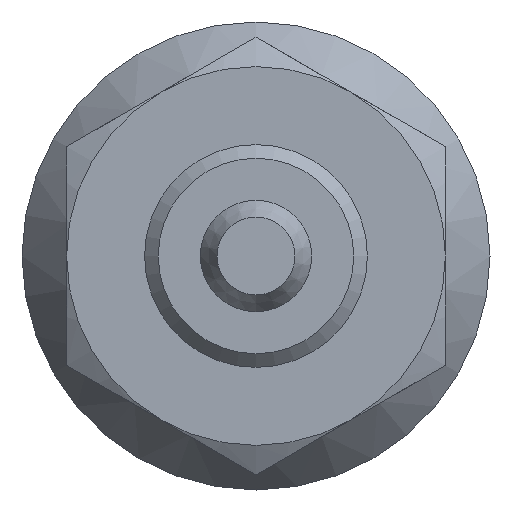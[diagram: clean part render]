
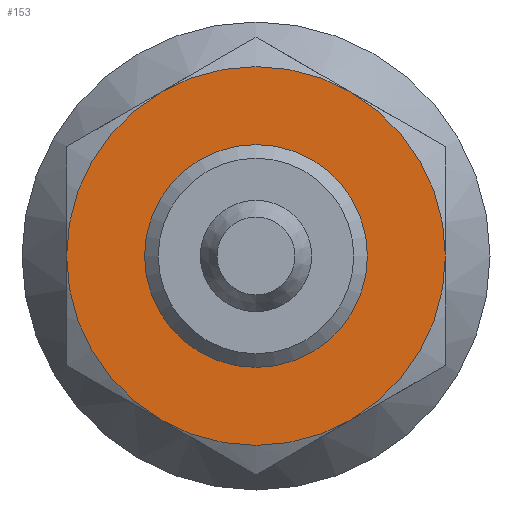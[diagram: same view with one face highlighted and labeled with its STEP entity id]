
A CAD part, front view. The second image highlights one B-rep face of the part: STEP entity #153.
In plain terms, the highlighted planar face has unit normal (0, -1, 0).
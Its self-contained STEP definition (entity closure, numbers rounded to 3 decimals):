
#153 = ADVANCED_FACE( '', ( #318, #319 ), #320, .F. );
#318 = FACE_BOUND( '', #477, .T. );
#319 = FACE_OUTER_BOUND( '', #478, .T. );
#320 = PLANE( '', #479 );
#477 = EDGE_LOOP( '', ( #814 ) );
#478 = EDGE_LOOP( '', ( #815, #816, #817, #818, #819, #820 ) );
#479 = AXIS2_PLACEMENT_3D( '', #821, #822, #823 );
#814 = ORIENTED_EDGE( '', *, *, #964, .T. );
#815 = ORIENTED_EDGE( '', *, *, #956, .T. );
#816 = ORIENTED_EDGE( '', *, *, #971, .T. );
#817 = ORIENTED_EDGE( '', *, *, #915, .T. );
#818 = ORIENTED_EDGE( '', *, *, #923, .T. );
#819 = ORIENTED_EDGE( '', *, *, #895, .T. );
#820 = ORIENTED_EDGE( '', *, *, #851, .T. );
#821 = CARTESIAN_POINT( '', ( 8.5, -14.5, 0. ) );
#822 = DIRECTION( '', ( 0., 1., 0. ) );
#823 = DIRECTION( '', ( 0., 0., 1. ) );
#851 = EDGE_CURVE( '', #992, #989, #993, .T. );
#895 = EDGE_CURVE( '', #1066, #992, #1067, .T. );
#915 = EDGE_CURVE( '', #1003, #1050, #1092, .T. );
#923 = EDGE_CURVE( '', #1050, #1066, #1102, .T. );
#956 = EDGE_CURVE( '', #989, #1141, #1143, .T. );
#964 = EDGE_CURVE( '', #1152, #1152, #1153, .T. );
#971 = EDGE_CURVE( '', #1141, #1003, #1160, .T. );
#989 = VERTEX_POINT( '', #1180 );
#992 = VERTEX_POINT( '', #1190 );
#993 = CIRCLE( '', #1191, 8.5 );
#1003 = VERTEX_POINT( '', #1219 );
#1050 = VERTEX_POINT( '', #1323 );
#1066 = VERTEX_POINT( '', #1361 );
#1067 = CIRCLE( '', #1362, 8.5 );
#1092 = CIRCLE( '', #1406, 8.5 );
#1102 = CIRCLE( '', #1423, 8.5 );
#1141 = VERTEX_POINT( '', #1495 );
#1143 = CIRCLE( '', #1502, 8.5 );
#1152 = VERTEX_POINT( '', #1519 );
#1153 = CIRCLE( '', #1520, 5. );
#1160 = CIRCLE( '', #1527, 8.5 );
#1180 = CARTESIAN_POINT( '', ( 4.25, -14.5, -7.361 ) );
#1190 = CARTESIAN_POINT( '', ( -4.25, -14.5, -7.361 ) );
#1191 = AXIS2_PLACEMENT_3D( '', #1544, #1545, #1546 );
#1219 = CARTESIAN_POINT( '', ( 4.25, -14.5, 7.361 ) );
#1323 = CARTESIAN_POINT( '', ( -4.25, -14.5, 7.361 ) );
#1361 = CARTESIAN_POINT( '', ( -8.5, -14.5, 0. ) );
#1362 = AXIS2_PLACEMENT_3D( '', #1575, #1576, #1577 );
#1406 = AXIS2_PLACEMENT_3D( '', #1604, #1605, #1606 );
#1423 = AXIS2_PLACEMENT_3D( '', #1616, #1617, #1618 );
#1495 = CARTESIAN_POINT( '', ( 8.5, -14.5, 0. ) );
#1502 = AXIS2_PLACEMENT_3D( '', #1644, #1645, #1646 );
#1519 = CARTESIAN_POINT( '', ( 0., -14.5, 5. ) );
#1520 = AXIS2_PLACEMENT_3D( '', #1651, #1652, #1653 );
#1527 = AXIS2_PLACEMENT_3D( '', #1657, #1658, #1659 );
#1544 = CARTESIAN_POINT( '', ( 0., -14.5, 0. ) );
#1545 = DIRECTION( '', ( 0., -1., 0. ) );
#1546 = DIRECTION( '', ( 0., 0., -1. ) );
#1575 = CARTESIAN_POINT( '', ( 0., -14.5, 0. ) );
#1576 = DIRECTION( '', ( 0., -1., 0. ) );
#1577 = DIRECTION( '', ( 0., 0., -1. ) );
#1604 = CARTESIAN_POINT( '', ( 0., -14.5, 0. ) );
#1605 = DIRECTION( '', ( 0., -1., 0. ) );
#1606 = DIRECTION( '', ( 0., 0., -1. ) );
#1616 = CARTESIAN_POINT( '', ( 0., -14.5, 0. ) );
#1617 = DIRECTION( '', ( 0., -1., 0. ) );
#1618 = DIRECTION( '', ( 0., 0., -1. ) );
#1644 = CARTESIAN_POINT( '', ( 0., -14.5, 0. ) );
#1645 = DIRECTION( '', ( 0., -1., 0. ) );
#1646 = DIRECTION( '', ( 0., 0., -1. ) );
#1651 = CARTESIAN_POINT( '', ( 0., -14.5, 0. ) );
#1652 = DIRECTION( '', ( 0., 1., 0. ) );
#1653 = DIRECTION( '', ( 0., 0., 1. ) );
#1657 = CARTESIAN_POINT( '', ( 0., -14.5, 0. ) );
#1658 = DIRECTION( '', ( 0., -1., 0. ) );
#1659 = DIRECTION( '', ( 0., 0., -1. ) );
